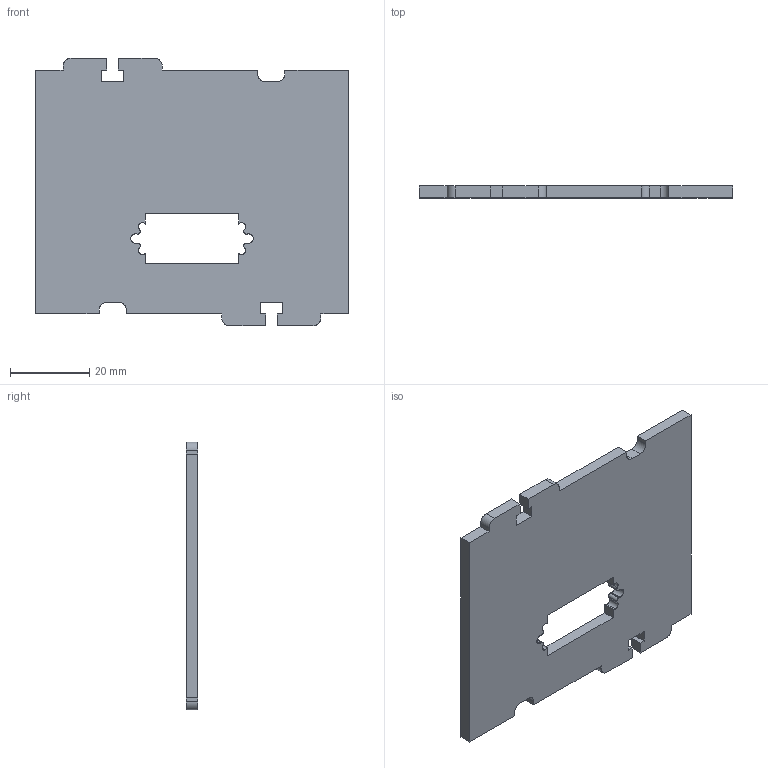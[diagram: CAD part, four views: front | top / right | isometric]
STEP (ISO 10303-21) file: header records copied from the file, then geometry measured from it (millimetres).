
FILE_DESCRIPTION (( 'STEP AP214' ), '1' );
FILE_NAME ('3.STEP', '2018-06-11T11:00:57', ( '' ), ( '' ), 'SwSTEP 2.0', 'SolidWorks 2018', '' );
FILE_SCHEMA (( 'AUTOMOTIVE_DESIGN' ));
Length unit declared in the file: millimetre
Products named in the file (1): 3
Bounding box: 79 x 3 x 67.5 mm (x, y, z)
Volume: 13769.4 mm3; surface area: 10437.3 mm2
Topology: 1 solids, 1 shells, 95 faces, 279 edges, 186 vertices
Faces by surface type: plane 53, bspline 42
Entity records: 3383 total; most frequent: CARTESIAN_POINT 1107, ORIENTED_EDGE 558, DIRECTION 303, EDGE_CURVE 279, LINE 195, VECTOR 195, VERTEX_POINT 186, EDGE_LOOP 97
